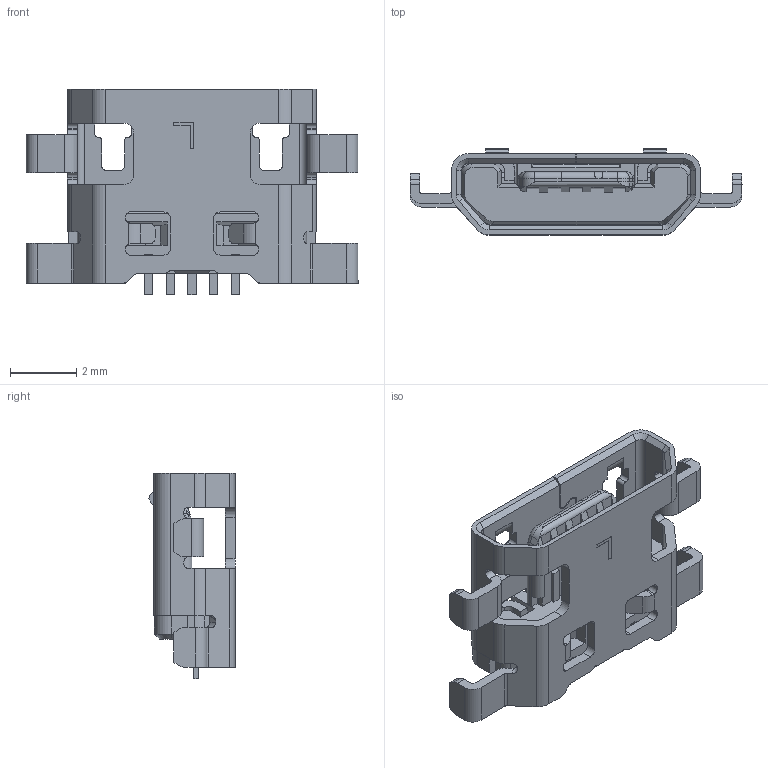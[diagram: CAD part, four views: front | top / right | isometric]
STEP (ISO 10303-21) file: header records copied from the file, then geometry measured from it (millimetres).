
FILE_DESCRIPTION(('CoCreate Modeling STEP Export'),'2;1');
FILE_NAME('010101010-387 反向沉板1.2 四脚插板带半边铁片无翻边.stp','2017-02-27T11:14:08',(''),(''),'CoCreate Modeling STEP processor for AP214 (Solid Model)','CoCreate Modeling 16.00 13-May-2008 (C) Parametric Technology GmbH','');
FILE_SCHEMA(('AUTOMOTIVE_DESIGN { 1 0 10303 214 1 1 1 1 }'));
Length unit declared in the file: millimetre
Products named in the file (29): ASM0001_ASM; 1_6_X2_4FEE653953CD5411_X0_1_2-; ASSY_ASM_205; _X2_53CD5411_X0_1_2-_X2_5E2694C; 05-0561157_B__STP; 4DIP08HOUSING_2_1_1; 05_1; PLATE_02-1_0813_1_1_1_2_1_1_1_1; 5_18_X2_4FEE653953CD5411_X0_1_2; _X2_53CD54116C89677F_X0_1_2_STP; _X2_53CD54116C89677F_X0_1_2_X2_; 05-0561157_B_-2_ASM; 05-0561457-BH（A）.stp; 12.stp
Assembly tree (28 placements, depth 10):
  05-0561457-BH（A）.stp
    05-0561157_B_-2_ASM
      12.stp
        05-0561457-BH（A）.stp
          05-0561157_B_-2_ASM
            _X2_53CD54116C89677F_X0_1_2_X2_
              _X2_53CD54116C89677F_X0_1_2_STP
                5_18_X2_4FEE653953CD5411_X0_1_2
                  05_1
                  ASM0001_ASM
              05-0561157_B__STP
                _X2_53CD5411_X0_1_2-_X2_5E2694C
                  ASM0001_ASM
              1_6_X2_4FEE653953CD5411_X0_1_2-
                ASM0001_ASM
      _X2_53CD54116C89677F_X0_1_2_X2_
        _X2_53CD54116C89677F_X0_1_2_STP
          5_18_X2_4FEE653953CD5411_X0_1_2
            ASM0001_ASM
            PLATE_02-1_0813_1_1_1_2_1_1_1_1
            05_1
            4DIP08HOUSING_2_1_1
        05-0561157_B__STP
          _X2_53CD5411_X0_1_2-_X2_5E2694C
            ASM0001_ASM
              ASSY_ASM_205
        1_6_X2_4FEE653953CD5411_X0_1_2-
          ASM0001_ASM
Bounding box: 10 x 2.6 x 6.2 mm (x, y, z)
Volume: 49.4 mm3; surface area: 305.2 mm2
Topology: 2 solids, 4 shells, 947 faces, 2759 edges, 1771 vertices
Faces by surface type: plane 634, cylinder 278, cone 19, bspline 10, torus 6
Entity records: 32270 total; most frequent: CARTESIAN_POINT 6615, ORIENTED_EDGE 5554, DIRECTION 4993, EDGE_CURVE 2757, VECTOR 1987, LINE 1987, VERTEX_POINT 1771, AXIS2_PLACEMENT_3D 1503
